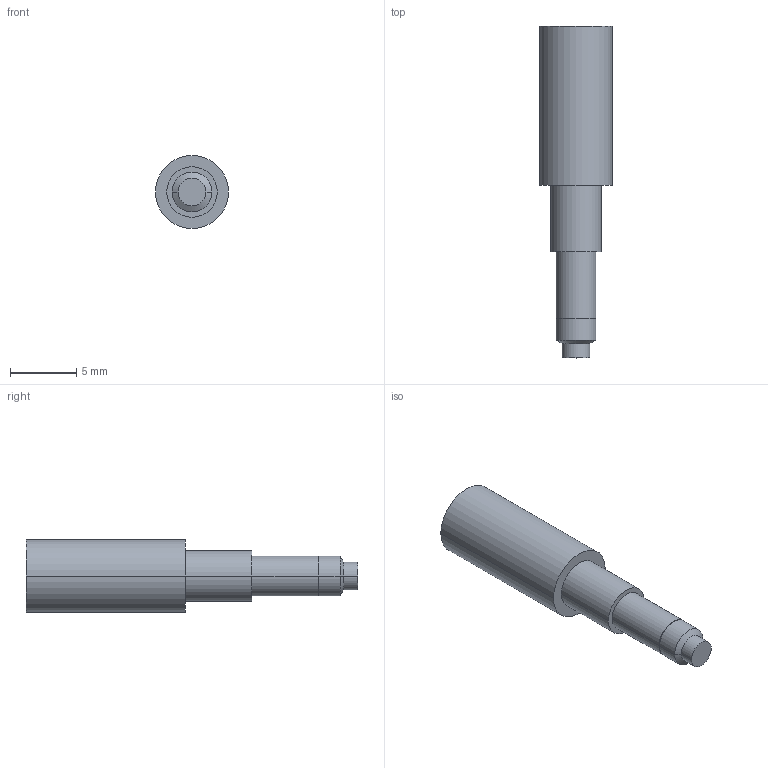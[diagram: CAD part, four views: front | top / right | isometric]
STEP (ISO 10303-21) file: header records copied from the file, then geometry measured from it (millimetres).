
FILE_DESCRIPTION((''),'2;1');
FILE_NAME('ASM0001_ASM','2022-09-22T11:28:16',('klemen.sitar'),('Audax d.o.o.'),'CREO PARAMETRIC BY PTC INC, 2021304','CREO PARAMETRIC BY PTC INC, 2021304','');
FILE_SCHEMA(('AP242_MANAGED_MODEL_BASED_3D_ENGINEERING_MIM_LF { 1 0 10303 442 1 1 4 }'));
Length unit declared in the file: millimetre
Products named in the file (3): PSD_A; PRT0001; ASM0001_ASM
Assembly tree (2 placements, depth 2):
  ASM0001_ASM
    PSD_A
    PRT0001
Bounding box: 5.5 x 25 x 5.5 mm (x, y, z)
Volume: 313.7 mm3; surface area: 837.9 mm2
Topology: 2 solids, 2 shells, 44 faces, 106 edges, 73 vertices
Faces by surface type: cylinder 20, plane 16, cone 8
Entity records: 2558 total; most frequent: CARTESIAN_POINT 401, DIRECTION 260, ORIENTED_EDGE 200, PRESENTATION_STYLE_ASSIGNMENT 153, STYLED_ITEM 153, COLOUR_RGB 141, AXIS2_PLACEMENT_3D 108, CURVE_STYLE 107
